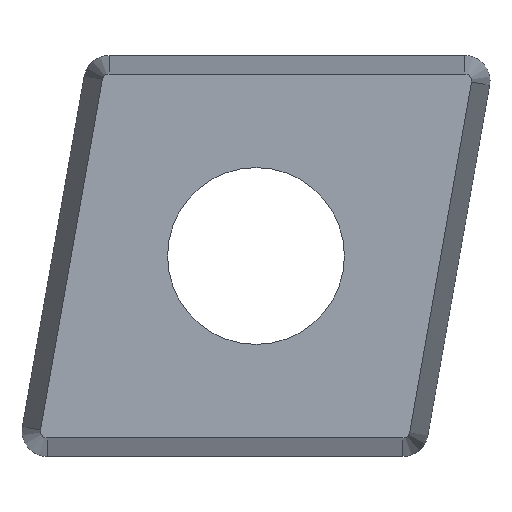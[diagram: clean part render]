
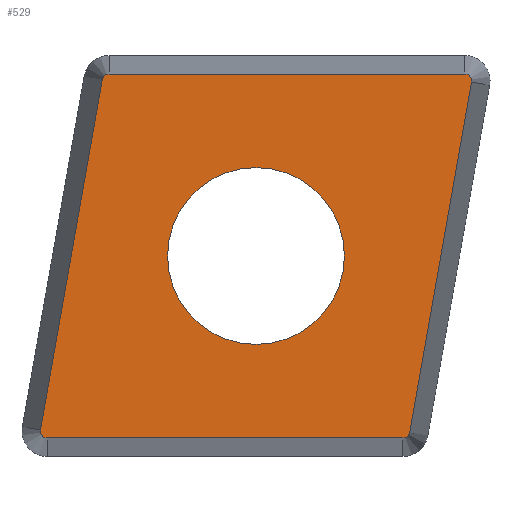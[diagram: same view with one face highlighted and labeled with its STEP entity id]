
A CAD part, front view. The second image highlights one B-rep face of the part: STEP entity #529.
In plain terms, the highlighted planar face has unit normal (0, -1, 0).
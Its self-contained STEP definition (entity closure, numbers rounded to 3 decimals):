
#31 = AXIS2_PLACEMENT_3D ( 'NONE', #1418, #1289, #1415 ) ;
#54 = AXIS2_PLACEMENT_3D ( 'NONE', #568, #989, #1475 ) ;
#76 = CARTESIAN_POINT ( 'NONE',  ( 2.329, -2.38, -2.883 ) ) ;
#92 = AXIS2_PLACEMENT_3D ( 'NONE', #862, #863, #865 ) ;
#97 = AXIS2_PLACEMENT_3D ( 'NONE', #811, #813, #819 ) ;
#100 = FACE_OUTER_BOUND ( 'NONE', #888, .T. ) ;
#101 = AXIS2_PLACEMENT_3D ( 'NONE', #802, #806, #808 ) ;
#119 = FACE_BOUND ( 'NONE', #923, .T. ) ;
#122 = AXIS2_PLACEMENT_3D ( 'NONE', #580, #573, #586 ) ;
#162 = EDGE_CURVE ( 'NONE', #1255, #1472, #490, .T. ) ;
#169 = CIRCLE ( 'NONE', #54, 1.4 ) ;
#174 = EDGE_CURVE ( 'NONE', #600, #1449, #481, .T. ) ;
#229 = EDGE_CURVE ( 'NONE', #1472, #1494, #417, .T. ) ;
#244 = EDGE_CURVE ( 'NONE', #683, #953, #395, .T. ) ;
#245 = EDGE_CURVE ( 'NONE', #667, #984, #386, .T. ) ;
#259 = EDGE_CURVE ( 'NONE', #725, #683, #379, .T. ) ;
#261 = EDGE_CURVE ( 'NONE', #1449, #1255, #369, .T. ) ;
#271 = EDGE_CURVE ( 'NONE', #1494, #725, #358, .T. ) ;
#283 = EDGE_CURVE ( 'NONE', #953, #600, #309, .T. ) ;
#309 = LINE ( 'NONE', #896, #320 ) ;
#320 = VECTOR ( 'NONE', #898, 1000. ) ;
#338 = CARTESIAN_POINT ( 'NONE',  ( 3.413, -2.38, 2.756 ) ) ;
#358 = CIRCLE ( 'NONE', #92, 0.108 ) ;
#359 = VECTOR ( 'NONE', #837, 1000. ) ;
#368 = VECTOR ( 'NONE', #828, 1000. ) ;
#369 = LINE ( 'NONE', #831, #359 ) ;
#379 = LINE ( 'NONE', #827, #368 ) ;
#386 = CIRCLE ( 'NONE', #97, 1.4 ) ;
#395 = CIRCLE ( 'NONE', #101, 0.108 ) ;
#409 = EDGE_CURVE ( 'NONE', #984, #667, #169, .T. ) ;
#415 = VECTOR ( 'NONE', #757, 1000. ) ;
#417 = LINE ( 'NONE', #750, #415 ) ;
#481 = CIRCLE ( 'NONE', #122, 0.108 ) ;
#490 = CIRCLE ( 'NONE', #743, 0.108 ) ;
#529 = ADVANCED_FACE ( 'NONE', ( #119, #100 ), #1421, .T. ) ;
#532 = DIRECTION ( 'NONE',  ( 0., 0., -1. ) ) ;
#568 = CARTESIAN_POINT ( 'NONE',  ( 0., -2.38, 0. ) ) ;
#573 = DIRECTION ( 'NONE',  ( 0., 1., 0. ) ) ;
#580 = CARTESIAN_POINT ( 'NONE',  ( -3.307, -2.38, -2.775 ) ) ;
#586 = DIRECTION ( 'NONE',  ( 0., 0., -1. ) ) ;
#596 = ORIENTED_EDGE ( 'NONE', *, *, #283, .F. ) ;
#600 = VERTEX_POINT ( 'NONE', #1359 ) ;
#655 = ORIENTED_EDGE ( 'NONE', *, *, #174, .F. ) ;
#667 = VERTEX_POINT ( 'NONE', #1229 ) ;
#683 = VERTEX_POINT ( 'NONE', #1575 ) ;
#725 = VERTEX_POINT ( 'NONE', #338 ) ;
#728 = ORIENTED_EDGE ( 'NONE', *, *, #245, .T. ) ;
#743 = AXIS2_PLACEMENT_3D ( 'NONE', #1455, #1253, #532 ) ;
#750 = CARTESIAN_POINT ( 'NONE',  ( -2.329, -2.38, 2.883 ) ) ;
#757 = DIRECTION ( 'NONE',  ( 1., 0., 0. ) ) ;
#802 = CARTESIAN_POINT ( 'NONE',  ( 2.329, -2.38, -2.775 ) ) ;
#806 = DIRECTION ( 'NONE',  ( 0., 1., 0. ) ) ;
#808 = DIRECTION ( 'NONE',  ( 0., 0., -1. ) ) ;
#811 = CARTESIAN_POINT ( 'NONE',  ( 0., -2.38, 0. ) ) ;
#813 = DIRECTION ( 'NONE',  ( 0., 1., 0. ) ) ;
#819 = DIRECTION ( 'NONE',  ( 0., 0., 1. ) ) ;
#827 = CARTESIAN_POINT ( 'NONE',  ( 3.413, -2.38, 2.756 ) ) ;
#828 = DIRECTION ( 'NONE',  ( -0.174, 0., -0.985 ) ) ;
#829 = ORIENTED_EDGE ( 'NONE', *, *, #229, .F. ) ;
#831 = CARTESIAN_POINT ( 'NONE',  ( -3.413, -2.38, -2.756 ) ) ;
#837 = DIRECTION ( 'NONE',  ( 0.174, 0., 0.985 ) ) ;
#862 = CARTESIAN_POINT ( 'NONE',  ( 3.307, -2.38, 2.775 ) ) ;
#863 = DIRECTION ( 'NONE',  ( 0., 1., 0. ) ) ;
#865 = DIRECTION ( 'NONE',  ( 0., 0., -1. ) ) ;
#888 = EDGE_LOOP ( 'NONE', ( #1274, #1049, #655, #596, #1509, #1121, #1101, #829 ) ) ;
#896 = CARTESIAN_POINT ( 'NONE',  ( 2.329, -2.38, -2.883 ) ) ;
#898 = DIRECTION ( 'NONE',  ( -1., 0., 0. ) ) ;
#923 = EDGE_LOOP ( 'NONE', ( #728, #1040 ) ) ;
#953 = VERTEX_POINT ( 'NONE', #76 ) ;
#984 = VERTEX_POINT ( 'NONE', #1380 ) ;
#989 = DIRECTION ( 'NONE',  ( 0., 1., 0. ) ) ;
#1040 = ORIENTED_EDGE ( 'NONE', *, *, #409, .T. ) ;
#1049 = ORIENTED_EDGE ( 'NONE', *, *, #261, .F. ) ;
#1101 = ORIENTED_EDGE ( 'NONE', *, *, #271, .F. ) ;
#1121 = ORIENTED_EDGE ( 'NONE', *, *, #259, .F. ) ;
#1229 = CARTESIAN_POINT ( 'NONE',  ( 0., -2.38, 1.4 ) ) ;
#1253 = DIRECTION ( 'NONE',  ( 0., 1., 0. ) ) ;
#1255 = VERTEX_POINT ( 'NONE', #1469 ) ;
#1274 = ORIENTED_EDGE ( 'NONE', *, *, #162, .F. ) ;
#1289 = DIRECTION ( 'NONE',  ( 0., -1., 0. ) ) ;
#1305 = CARTESIAN_POINT ( 'NONE',  ( -2.329, -2.38, 2.883 ) ) ;
#1359 = CARTESIAN_POINT ( 'NONE',  ( -3.307, -2.38, -2.883 ) ) ;
#1380 = CARTESIAN_POINT ( 'NONE',  ( 0., -2.38, -1.4 ) ) ;
#1415 = DIRECTION ( 'NONE',  ( 0., 0., -1. ) ) ;
#1418 = CARTESIAN_POINT ( 'NONE',  ( -2.329, -2.38, 2.775 ) ) ;
#1421 = PLANE ( 'NONE',  #31 ) ;
#1442 = CARTESIAN_POINT ( 'NONE',  ( 3.307, -2.38, 2.883 ) ) ;
#1449 = VERTEX_POINT ( 'NONE', #1503 ) ;
#1455 = CARTESIAN_POINT ( 'NONE',  ( -2.329, -2.38, 2.775 ) ) ;
#1469 = CARTESIAN_POINT ( 'NONE',  ( -2.435, -2.38, 2.794 ) ) ;
#1472 = VERTEX_POINT ( 'NONE', #1305 ) ;
#1475 = DIRECTION ( 'NONE',  ( 0., 0., 1. ) ) ;
#1494 = VERTEX_POINT ( 'NONE', #1442 ) ;
#1503 = CARTESIAN_POINT ( 'NONE',  ( -3.413, -2.38, -2.756 ) ) ;
#1509 = ORIENTED_EDGE ( 'NONE', *, *, #244, .F. ) ;
#1575 = CARTESIAN_POINT ( 'NONE',  ( 2.435, -2.38, -2.794 ) ) ;
